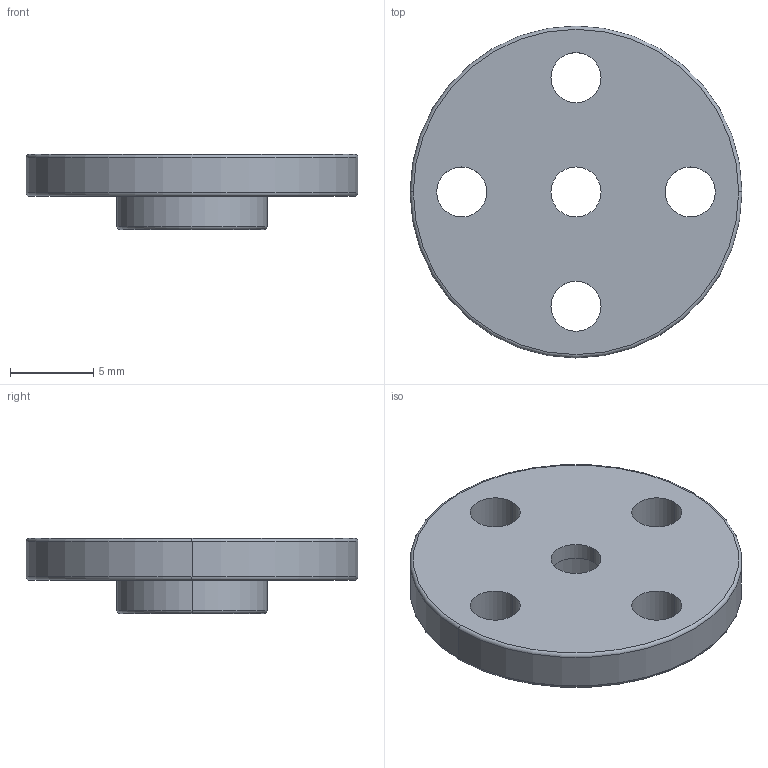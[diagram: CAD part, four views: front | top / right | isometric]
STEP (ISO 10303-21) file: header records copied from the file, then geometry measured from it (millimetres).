
FILE_DESCRIPTION (( 'STEP AP203' ), '1' );
FILE_NAME ('Rotor.STEP', '2024-05-20T15:45:39', ( '' ), ( '' ), 'SwSTEP 2.0', 'SolidWorks 2020', '' );
FILE_SCHEMA (( 'CONFIG_CONTROL_DESIGN' ));
Length unit declared in the file: millimetre
Products named in the file (1): Rotor
Bounding box: 19.9 x 19.9 x 4.5 mm (x, y, z)
Volume: 726.8 mm3; surface area: 920.6 mm2
Topology: 1 solids, 1 shells, 26 faces, 60 edges, 38 vertices
Faces by surface type: cylinder 16, torus 6, plane 4
Entity records: 857 total; most frequent: DIRECTION 158, CARTESIAN_POINT 125, ORIENTED_EDGE 120, AXIS2_PLACEMENT_3D 71, EDGE_CURVE 60, CIRCLE 44, EDGE_LOOP 38, VERTEX_POINT 38
